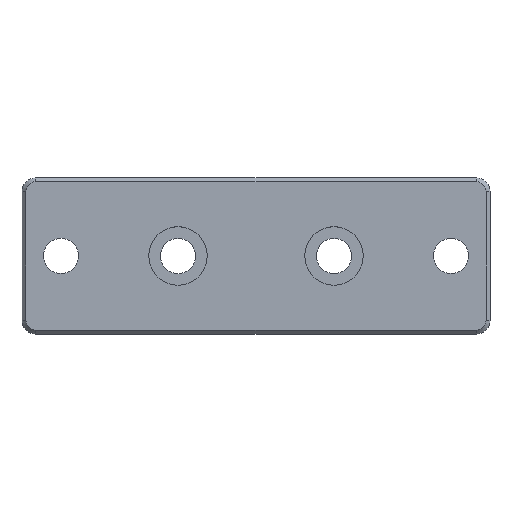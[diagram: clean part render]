
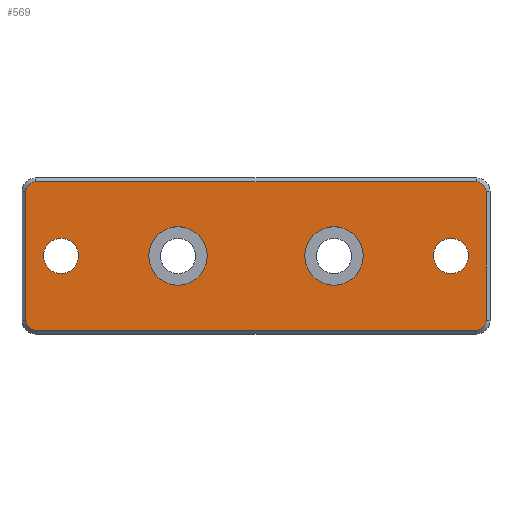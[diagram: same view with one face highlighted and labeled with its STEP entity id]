
A CAD part, top view. The second image highlights one B-rep face of the part: STEP entity #569.
In plain terms, the highlighted planar face has unit normal (0, 0, 1).
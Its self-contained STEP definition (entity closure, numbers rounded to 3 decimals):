
#19=FACE_BOUND('',#154,.T.);
#20=FACE_BOUND('',#155,.T.);
#21=FACE_BOUND('',#156,.T.);
#22=FACE_BOUND('',#157,.T.);
#61=CIRCLE('',#614,2.5);
#62=CIRCLE('',#617,2.5);
#64=CIRCLE('',#621,2.5);
#66=CIRCLE('',#625,2.5);
#67=CIRCLE('',#630,7.5);
#68=CIRCLE('',#631,4.5);
#69=CIRCLE('',#632,7.5);
#70=CIRCLE('',#633,4.5);
#111=FACE_OUTER_BOUND('',#153,.T.);
#153=EDGE_LOOP('',(#487,#488,#489,#490,#491,#492,#493,#494));
#154=EDGE_LOOP('',(#495));
#155=EDGE_LOOP('',(#496));
#156=EDGE_LOOP('',(#497));
#157=EDGE_LOOP('',(#498));
#207=LINE('',#917,#247);
#211=LINE('',#926,#251);
#215=LINE('',#936,#255);
#219=LINE('',#948,#259);
#247=VECTOR('',#737,33.);
#251=VECTOR('',#747,113.);
#255=VECTOR('',#757,33.);
#259=VECTOR('',#769,113.);
#288=VERTEX_POINT('',#914);
#289=VERTEX_POINT('',#916);
#290=VERTEX_POINT('',#920);
#291=VERTEX_POINT('',#924);
#292=VERTEX_POINT('',#928);
#293=VERTEX_POINT('',#932);
#295=VERTEX_POINT('',#938);
#297=VERTEX_POINT('',#944);
#299=VERTEX_POINT('',#959);
#300=VERTEX_POINT('',#961);
#301=VERTEX_POINT('',#963);
#302=VERTEX_POINT('',#965);
#349=EDGE_CURVE('',#288,#289,#207,.T.);
#352=EDGE_CURVE('',#289,#290,#61,.T.);
#354=EDGE_CURVE('',#290,#291,#211,.T.);
#356=EDGE_CURVE('',#291,#292,#62,.T.);
#359=EDGE_CURVE('',#292,#293,#215,.T.);
#362=EDGE_CURVE('',#293,#295,#64,.T.);
#365=EDGE_CURVE('',#295,#297,#219,.T.);
#367=EDGE_CURVE('',#297,#288,#66,.T.);
#371=EDGE_CURVE('',#299,#299,#67,.T.);
#372=EDGE_CURVE('',#300,#300,#68,.T.);
#373=EDGE_CURVE('',#301,#301,#69,.T.);
#374=EDGE_CURVE('',#302,#302,#70,.T.);
#487=ORIENTED_EDGE('',*,*,#349,.F.);
#488=ORIENTED_EDGE('',*,*,#367,.F.);
#489=ORIENTED_EDGE('',*,*,#365,.F.);
#490=ORIENTED_EDGE('',*,*,#362,.F.);
#491=ORIENTED_EDGE('',*,*,#359,.F.);
#492=ORIENTED_EDGE('',*,*,#356,.F.);
#493=ORIENTED_EDGE('',*,*,#354,.F.);
#494=ORIENTED_EDGE('',*,*,#352,.F.);
#495=ORIENTED_EDGE('',*,*,#371,.T.);
#496=ORIENTED_EDGE('',*,*,#372,.T.);
#497=ORIENTED_EDGE('',*,*,#373,.T.);
#498=ORIENTED_EDGE('',*,*,#374,.T.);
#539=PLANE('',#629);
#569=ADVANCED_FACE('',(#111,#19,#20,#21,#22),#539,.T.);
#614=AXIS2_PLACEMENT_3D('',#922,#742,#743);
#617=AXIS2_PLACEMENT_3D('',#930,#751,#752);
#621=AXIS2_PLACEMENT_3D('',#942,#763,#764);
#625=AXIS2_PLACEMENT_3D('',#951,#774,#775);
#629=AXIS2_PLACEMENT_3D('',#958,#785,#786);
#630=AXIS2_PLACEMENT_3D('',#960,#787,#788);
#631=AXIS2_PLACEMENT_3D('',#962,#789,#790);
#632=AXIS2_PLACEMENT_3D('',#964,#791,#792);
#633=AXIS2_PLACEMENT_3D('',#966,#793,#794);
#737=DIRECTION('',(0.,1.,0.));
#742=DIRECTION('center_axis',(0.,0.,-1.));
#743=DIRECTION('ref_axis',(0.,1.,0.));
#747=DIRECTION('',(1.,0.,0.));
#751=DIRECTION('center_axis',(0.,0.,-1.));
#752=DIRECTION('ref_axis',(1.,0.,0.));
#757=DIRECTION('',(0.,-1.,0.));
#763=DIRECTION('center_axis',(0.,0.,-1.));
#764=DIRECTION('ref_axis',(0.,-1.,0.));
#769=DIRECTION('',(-1.,0.,0.));
#774=DIRECTION('center_axis',(0.,0.,-1.));
#775=DIRECTION('ref_axis',(-1.,0.,0.));
#785=DIRECTION('center_axis',(0.,0.,1.));
#786=DIRECTION('ref_axis',(1.,0.,0.));
#787=DIRECTION('center_axis',(0.,0.,-1.));
#788=DIRECTION('ref_axis',(1.,0.,0.));
#789=DIRECTION('center_axis',(0.,0.,-1.));
#790=DIRECTION('ref_axis',(-1.,0.,0.));
#791=DIRECTION('center_axis',(0.,0.,-1.));
#792=DIRECTION('ref_axis',(-1.,0.,0.));
#793=DIRECTION('center_axis',(0.,0.,-1.));
#794=DIRECTION('ref_axis',(1.,0.,0.));
#914=CARTESIAN_POINT('',(-59.,-16.5,15.));
#916=CARTESIAN_POINT('',(-59.,16.5,15.));
#917=CARTESIAN_POINT('',(-59.,-8.25,15.));
#920=CARTESIAN_POINT('',(-56.5,19.,15.));
#922=CARTESIAN_POINT('Origin',(-56.5,16.5,15.));
#924=CARTESIAN_POINT('',(56.5,19.,15.));
#926=CARTESIAN_POINT('',(-28.25,19.,15.));
#928=CARTESIAN_POINT('',(59.,16.5,15.));
#930=CARTESIAN_POINT('Origin',(56.5,16.5,15.));
#932=CARTESIAN_POINT('',(59.,-16.5,15.));
#936=CARTESIAN_POINT('',(59.,8.25,15.));
#938=CARTESIAN_POINT('',(56.5,-19.,15.));
#942=CARTESIAN_POINT('Origin',(56.5,-16.5,15.));
#944=CARTESIAN_POINT('',(-56.5,-19.,15.));
#948=CARTESIAN_POINT('',(28.25,-19.,15.));
#951=CARTESIAN_POINT('Origin',(-56.5,-16.5,15.));
#958=CARTESIAN_POINT('Origin',(0.,0.,
15.));
#959=CARTESIAN_POINT('',(-12.5,0.,15.));
#960=CARTESIAN_POINT('Origin',(-20.,0.,15.));
#961=CARTESIAN_POINT('',(-45.5,0.,15.));
#962=CARTESIAN_POINT('Origin',(-50.,0.,15.));
#963=CARTESIAN_POINT('',(12.5,0.,15.));
#964=CARTESIAN_POINT('Origin',(20.,0.,15.));
#965=CARTESIAN_POINT('',(45.5,0.,15.));
#966=CARTESIAN_POINT('Origin',(50.,0.,15.));
